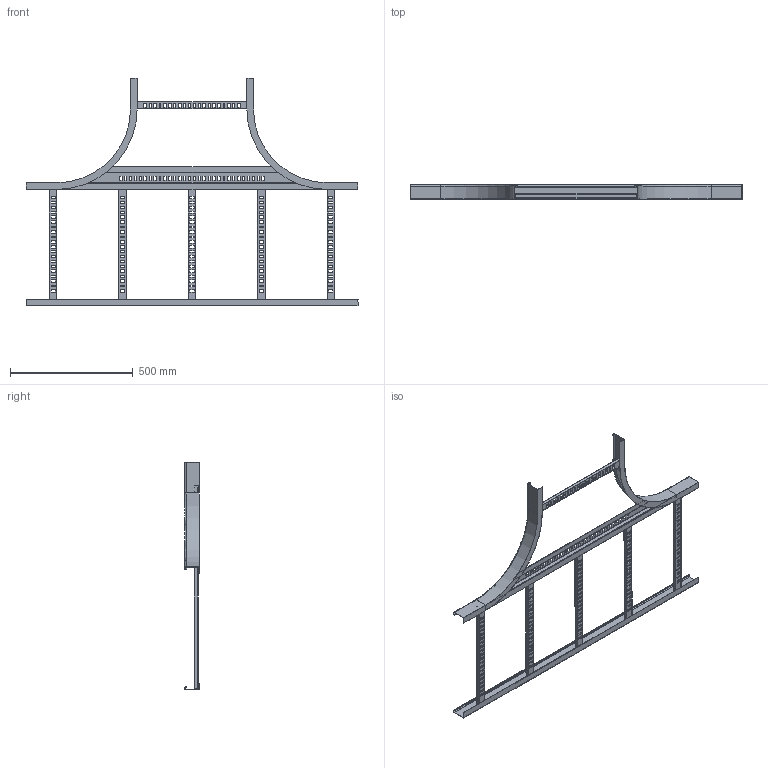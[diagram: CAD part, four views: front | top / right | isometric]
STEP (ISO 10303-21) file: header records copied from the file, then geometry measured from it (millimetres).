
FILE_DESCRIPTION (( 'STEP AP214' ), '1' );
FILE_NAME ('6225236.stp', '2017-03-23T14:10:50', ( '' ), ( '' ), 'SwSTEP 2.0', 'SolidWorks 2016', '' );
FILE_SCHEMA (( 'AUTOMOTIVE_DESIGN' ));
Length unit declared in the file: millimetre
Products named in the file (5): 085933_Gegenholm 60x1350; 079986_L=0492; 085502_St》zprofil f〉 R300 NB500; 085501_Innenholm 60xR300; 6225236
Assembly tree (10 placements, depth 2):
  6225236
    085501_Innenholm 60xR300  x2
    085502_St》zprofil f〉 R300 NB500
    079986_L=0492  x6
    085933_Gegenholm 60x1350
Bounding box: 1350 x 60 x 925 mm (x, y, z)
Volume: 901736 mm3; surface area: 1167007.9 mm2
Topology: 10 solids, 10 shells, 788 faces, 2256 edges, 1488 vertices
Faces by surface type: plane 742, cylinder 34, bspline 12
Entity records: 13618 total; most frequent: CARTESIAN_POINT 2539, ORIENTED_EDGE 1624, DIRECTION 1420, EDGE_CURVE 812, LINE 762, VECTOR 762, VERTEX_POINT 528, EDGE_LOOP 392
